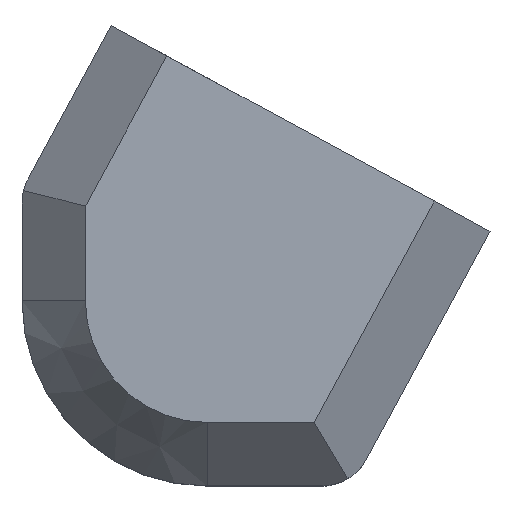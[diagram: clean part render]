
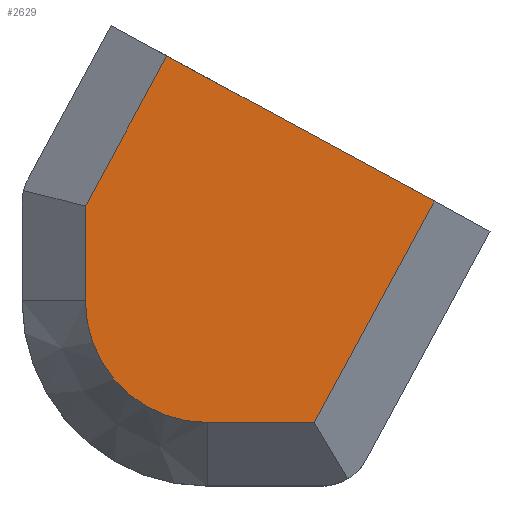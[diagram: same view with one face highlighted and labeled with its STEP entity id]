
A CAD part, top view. The second image highlights one B-rep face of the part: STEP entity #2629.
In plain terms, the highlighted planar face has unit normal (0, 0, 1).
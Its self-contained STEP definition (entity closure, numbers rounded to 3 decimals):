
#89=CIRCLE('',#2744,9.6);
#386=FACE_OUTER_BOUND('',#541,.T.);
#541=EDGE_LOOP('',(#2409,#2410,#2411,#2412,#2413,#2414));
#720=LINE('',#4675,#961);
#724=LINE('',#4682,#965);
#731=LINE('',#4700,#972);
#735=LINE('',#4707,#976);
#768=LINE('',#4810,#1009);
#961=VECTOR('',#3170,10.);
#965=VECTOR('',#3176,10.);
#972=VECTOR('',#3193,10.);
#976=VECTOR('',#3199,10.);
#1009=VECTOR('',#3336,10.);
#1230=VERTEX_POINT('',#4672);
#1231=VERTEX_POINT('',#4674);
#1233=VERTEX_POINT('',#4680);
#1238=VERTEX_POINT('',#4697);
#1239=VERTEX_POINT('',#4699);
#1241=VERTEX_POINT('',#4705);
#1567=EDGE_CURVE('',#1230,#1231,#720,.T.);
#1571=EDGE_CURVE('',#1233,#1230,#724,.T.);
#1580=EDGE_CURVE('',#1238,#1239,#731,.T.);
#1584=EDGE_CURVE('',#1241,#1238,#735,.T.);
#1585=EDGE_CURVE('',#1239,#1233,#89,.T.);
#1634=EDGE_CURVE('',#1241,#1231,#768,.T.);
#2409=ORIENTED_EDGE('',*,*,#1584,.F.);
#2410=ORIENTED_EDGE('',*,*,#1634,.T.);
#2411=ORIENTED_EDGE('',*,*,#1567,.F.);
#2412=ORIENTED_EDGE('',*,*,#1571,.F.);
#2413=ORIENTED_EDGE('',*,*,#1585,.F.);
#2414=ORIENTED_EDGE('',*,*,#1580,.F.);
#2485=PLANE('',#2806);
#2629=ADVANCED_FACE('',(#386),#2485,.T.);
#2744=AXIS2_PLACEMENT_3D('',#4710,#3204,#3205);
#2806=AXIS2_PLACEMENT_3D('',#4849,#3375,#3376);
#3170=DIRECTION('',(-0.477,-0.879,0.));
#3176=DIRECTION('',(0.,-1.,0.));
#3193=DIRECTION('',(1.,0.,0.));
#3199=DIRECTION('',(0.477,0.879,0.));
#3204=DIRECTION('center_axis',(0.,0.,-1.));
#3205=DIRECTION('ref_axis',(1.,0.,0.));
#3336=DIRECTION('',(0.879,-0.477,0.));
#3375=DIRECTION('center_axis',(0.,0.,1.));
#3376=DIRECTION('ref_axis',(1.,0.,0.));
#4672=CARTESIAN_POINT('',(59.9,85.231,10.));
#4674=CARTESIAN_POINT('',(53.471,73.382,10.));
#4675=CARTESIAN_POINT('',(55.976,77.999,10.));
#4680=CARTESIAN_POINT('',(59.9,92.7,10.));
#4682=CARTESIAN_POINT('',(59.9,86.555,10.));
#4697=CARTESIAN_POINT('',(41.856,102.3,10.));
#4699=CARTESIAN_POINT('',(50.3,102.3,10.));
#4700=CARTESIAN_POINT('',(48.37,102.3,10.));
#4705=CARTESIAN_POINT('',(32.376,84.828,10.));
#4707=CARTESIAN_POINT('',(40.331,99.489,10.));
#4710=CARTESIAN_POINT('Origin',(50.3,92.7,10.));
#4810=CARTESIAN_POINT('',(27.981,87.213,10.));
#4849=CARTESIAN_POINT('Origin',(46.441,89.149,10.));
